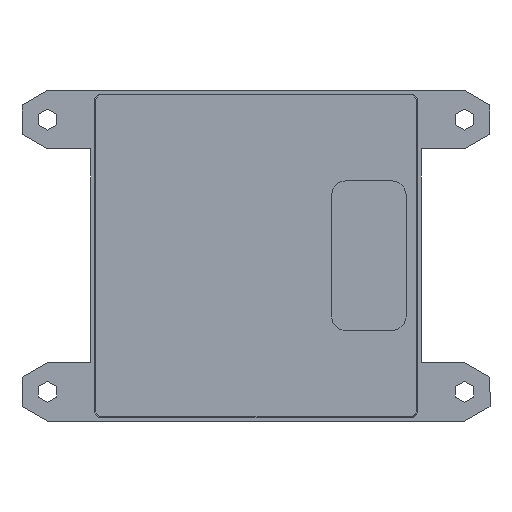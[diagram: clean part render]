
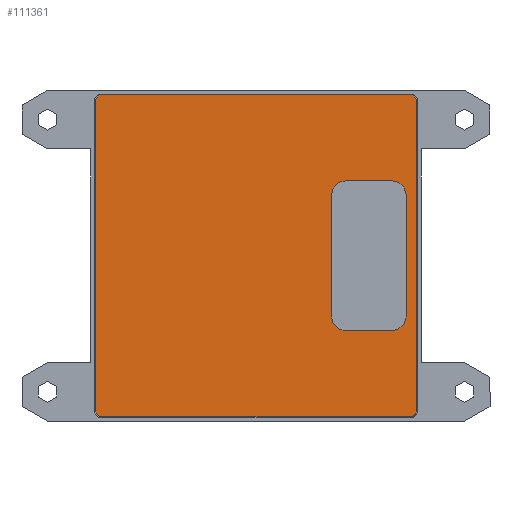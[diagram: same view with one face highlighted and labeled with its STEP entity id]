
A CAD part, front view. The second image highlights one B-rep face of the part: STEP entity #111361.
In plain terms, the highlighted planar face has unit normal (0, -1, 0).
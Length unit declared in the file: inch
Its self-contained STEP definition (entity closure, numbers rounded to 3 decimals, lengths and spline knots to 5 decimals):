
#695 = CARTESIAN_POINT ( 'NONE',  ( 1.07, 0., -1.03801 ) ) ;
#8205 = CARTESIAN_POINT ( 'NONE',  ( -1.05675, 0., 1.07 ) ) ;
#8910 = CARTESIAN_POINT ( 'NONE',  ( -1.07, 0., -1.03801 ) ) ;
#10612 = ORIENTED_EDGE ( 'NONE', *, *, #189811, .T. ) ;
#12650 = CARTESIAN_POINT ( 'NONE',  ( -1.07, 0., -1.07 ) ) ;
#13069 = LINE ( 'NONE', #216411, #63356 ) ;
#13341 = CARTESIAN_POINT ( 'NONE',  ( 1.07, 0., 1.03801 ) ) ;
#16967 = VERTEX_POINT ( 'NONE', #218668 ) ;
#17427 = DIRECTION ( 'NONE',  ( 1., 0., 0. ) ) ;
#27030 =( BOUNDED_CURVE ( )  B_SPLINE_CURVE ( 3, ( #13341, #165062, #199765, #28881 ),
 .UNSPECIFIED., .F., .T. ) 
 B_SPLINE_CURVE_WITH_KNOTS ( ( 4, 4 ),
 ( 5.49813, 7.06824 ),
 .UNSPECIFIED. ) 
 CURVE ( )  GEOMETRIC_REPRESENTATION_ITEM ( )  RATIONAL_B_SPLINE_CURVE ( ( 1., 0.805, 0.805, 1. ) ) 
 REPRESENTATION_ITEM ( '' )  );
#28235 = CARTESIAN_POINT ( 'NONE',  ( 1.03801, 0., -1.07 ) ) ;
#28881 = CARTESIAN_POINT ( 'NONE',  ( 1.03801, 0., 1.07 ) ) ;
#42493 = FACE_OUTER_BOUND ( 'NONE', #92557, .T. ) ;
#47258 = CARTESIAN_POINT ( 'NONE',  ( -1.05675, 0., -1.07 ) ) ;
#47423 = EDGE_CURVE ( 'NONE', #166190, #122666, #88850, .T. ) ;
#50559 = EDGE_CURVE ( 'NONE', #93671, #130504, #124264, .T. ) ;
#51837 = EDGE_CURVE ( 'NONE', #16967, #65052, #176858, .T. ) ;
#52884 = DIRECTION ( 'NONE',  ( 0., 1., 0. ) ) ;
#53191 = EDGE_CURVE ( 'NONE', #166190, #181932, #13069, .T. ) ;
#54030 = ORIENTED_EDGE ( 'NONE', *, *, #50559, .F. ) ;
#54713 = DIRECTION ( 'NONE',  ( 0., 0., -1. ) ) ;
#56392 = ORIENTED_EDGE ( 'NONE', *, *, #116826, .F. ) ;
#56636 = LINE ( 'NONE', #86492, #138768 ) ;
#57057 = CARTESIAN_POINT ( 'NONE',  ( -1.07, 0., 1.03801 ) ) ;
#60778 = CARTESIAN_POINT ( 'NONE',  ( 1.07, 0., -1.05675 ) ) ;
#62181 = CARTESIAN_POINT ( 'NONE',  ( -1.03801, 0., -1.07 ) ) ;
#63356 = VECTOR ( 'NONE', #147012, 39.37008 ) ;
#65052 = VERTEX_POINT ( 'NONE', #111853 ) ;
#68194 = CARTESIAN_POINT ( 'NONE',  ( 1.07, 0., 1.03801 ) ) ;
#73718 = CARTESIAN_POINT ( 'NONE',  ( -1.03801, 0., 1.07 ) ) ;
#77818 = CARTESIAN_POINT ( 'NONE',  ( 1.07, 0., -1.03801 ) ) ;
#79228 = VECTOR ( 'NONE', #17427, 39.37008 ) ;
#83177 = CARTESIAN_POINT ( 'NONE',  ( 1.03801, 0., 1.07 ) ) ;
#86492 = CARTESIAN_POINT ( 'NONE',  ( 1.07, 0., -1.07 ) ) ;
#87636 = PLANE ( 'NONE',  #88416 ) ;
#88416 = AXIS2_PLACEMENT_3D ( 'NONE', #154301, #52884, #205980 ) ;
#88850 =( BOUNDED_CURVE ( )  B_SPLINE_CURVE ( 3, ( #28235, #162908, #60778, #77818 ),
 .UNSPECIFIED., .F., .F. ) 
 B_SPLINE_CURVE_WITH_KNOTS ( ( 4, 4 ),
 ( 5.49813, 7.06824 ),
 .UNSPECIFIED. ) 
 CURVE ( )  GEOMETRIC_REPRESENTATION_ITEM ( )  RATIONAL_B_SPLINE_CURVE ( ( 1., 0.805, 0.805, 1. ) ) 
 REPRESENTATION_ITEM ( '' )  );
#92557 = EDGE_LOOP ( 'NONE', ( #156972, #10612, #102243, #144001, #56392, #99617, #54030, #191208 ) ) ;
#93671 = VERTEX_POINT ( 'NONE', #73718 ) ;
#96212 = VERTEX_POINT ( 'NONE', #68194 ) ;
#99617 = ORIENTED_EDGE ( 'NONE', *, *, #124449, .T. ) ;
#102243 = ORIENTED_EDGE ( 'NONE', *, *, #53191, .F. ) ;
#111361 = ADVANCED_FACE ( 'NONE', ( #42493 ), #87636, .F. ) ;
#111853 = CARTESIAN_POINT ( 'NONE',  ( -1.07, 0., 1.03801 ) ) ;
#112220 = EDGE_CURVE ( 'NONE', #93671, #65052, #210465, .T. ) ;
#116826 = EDGE_CURVE ( 'NONE', #96212, #122666, #56636, .T. ) ;
#118104 =( BOUNDED_CURVE ( )  B_SPLINE_CURVE ( 3, ( #8910, #147218, #47258, #132336 ),
 .UNSPECIFIED., .F., .F. ) 
 B_SPLINE_CURVE_WITH_KNOTS ( ( 4, 4 ),
 ( 5.49813, 7.06824 ),
 .UNSPECIFIED. ) 
 CURVE ( )  GEOMETRIC_REPRESENTATION_ITEM ( )  RATIONAL_B_SPLINE_CURVE ( ( 1., 0.805, 0.805, 1. ) ) 
 REPRESENTATION_ITEM ( '' )  );
#121646 = CARTESIAN_POINT ( 'NONE',  ( -1.07, 0., 1.07 ) ) ;
#122666 = VERTEX_POINT ( 'NONE', #695 ) ;
#124264 = LINE ( 'NONE', #121646, #79228 ) ;
#124449 = EDGE_CURVE ( 'NONE', #96212, #130504, #27030, .T. ) ;
#125110 = DIRECTION ( 'NONE',  ( 0., 0., 1. ) ) ;
#130504 = VERTEX_POINT ( 'NONE', #83177 ) ;
#132336 = CARTESIAN_POINT ( 'NONE',  ( -1.03801, 0., -1.07 ) ) ;
#138768 = VECTOR ( 'NONE', #54713, 39.37008 ) ;
#140645 = CARTESIAN_POINT ( 'NONE',  ( -1.07, 0., 1.05675 ) ) ;
#144001 = ORIENTED_EDGE ( 'NONE', *, *, #47423, .T. ) ;
#147012 = DIRECTION ( 'NONE',  ( -1., 0., 0. ) ) ;
#147218 = CARTESIAN_POINT ( 'NONE',  ( -1.07, 0., -1.05675 ) ) ;
#154301 = CARTESIAN_POINT ( 'NONE',  ( -1.07, 0., 1.07 ) ) ;
#155319 = CARTESIAN_POINT ( 'NONE',  ( 1.03801, 0., -1.07 ) ) ;
#156972 = ORIENTED_EDGE ( 'NONE', *, *, #51837, .F. ) ;
#158410 = CARTESIAN_POINT ( 'NONE',  ( -1.03801, 0., 1.07 ) ) ;
#162908 = CARTESIAN_POINT ( 'NONE',  ( 1.05675, 0., -1.07 ) ) ;
#165062 = CARTESIAN_POINT ( 'NONE',  ( 1.07, 0., 1.05675 ) ) ;
#166190 = VERTEX_POINT ( 'NONE', #155319 ) ;
#176858 = LINE ( 'NONE', #12650, #182139 ) ;
#181932 = VERTEX_POINT ( 'NONE', #62181 ) ;
#182139 = VECTOR ( 'NONE', #125110, 39.37008 ) ;
#189811 = EDGE_CURVE ( 'NONE', #16967, #181932, #118104, .T. ) ;
#191208 = ORIENTED_EDGE ( 'NONE', *, *, #112220, .T. ) ;
#199765 = CARTESIAN_POINT ( 'NONE',  ( 1.05675, 0., 1.07 ) ) ;
#205980 = DIRECTION ( 'NONE',  ( 0., 0., 1. ) ) ;
#210465 =( BOUNDED_CURVE ( )  B_SPLINE_CURVE ( 3, ( #158410, #8205, #140645, #57057 ),
 .UNSPECIFIED., .F., .F. ) 
 B_SPLINE_CURVE_WITH_KNOTS ( ( 4, 4 ),
 ( 5.49813, 7.06824 ),
 .UNSPECIFIED. ) 
 CURVE ( )  GEOMETRIC_REPRESENTATION_ITEM ( )  RATIONAL_B_SPLINE_CURVE ( ( 1., 0.805, 0.805, 1. ) ) 
 REPRESENTATION_ITEM ( '' )  );
#216411 = CARTESIAN_POINT ( 'NONE',  ( -1.07, 0., -1.07 ) ) ;
#218668 = CARTESIAN_POINT ( 'NONE',  ( -1.07, 0., -1.03801 ) ) ;
